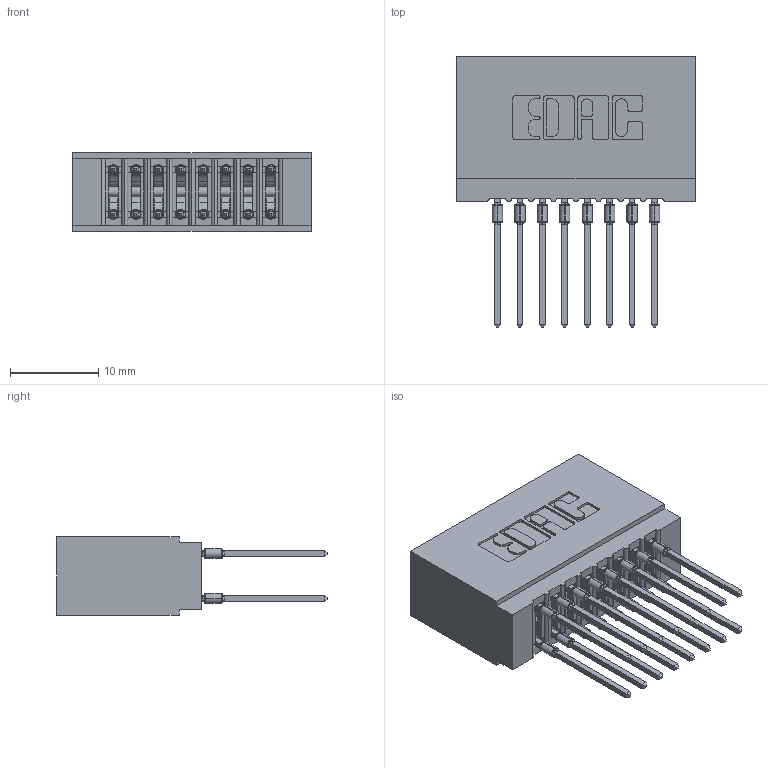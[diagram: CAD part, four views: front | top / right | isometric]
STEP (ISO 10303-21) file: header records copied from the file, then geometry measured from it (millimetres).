
FILE_DESCRIPTION (( 'STEP AP203' ), '1' );
FILE_NAME ('745-016-540-201.STEP', '2026-02-26T16:03:53', ( '' ), ( '' ), 'SwSTEP 2.0', 'SolidWorks 2023', '' );
FILE_SCHEMA (( 'CONFIG_CONTROL_DESIGN' ));
Length unit declared in the file: millimetre
Products named in the file (3): 745 Part_Insulator Option - 01; 745-016-540-201; 745-292-001_540
Assembly tree (17 placements, depth 2):
  745-016-540-201
    745 Part_Insulator Option - 01
    745-292-001_540  x16
Bounding box: 26.92 x 30.62 x 8.89 mm (x, y, z)
Volume: 2677.9 mm3; surface area: 4841 mm2
Topology: 17 solids, 17 shells, 1527 faces, 4106 edges, 2588 vertices
Faces by surface type: plane 791, cylinder 320, bspline 320, torus 96
Entity records: 18110 total; most frequent: CARTESIAN_POINT 3655, ORIENTED_EDGE 3022, DIRECTION 2669, EDGE_CURVE 1511, LINE 1281, VECTOR 1281, VERTEX_POINT 968, AXIS2_PLACEMENT_3D 694
